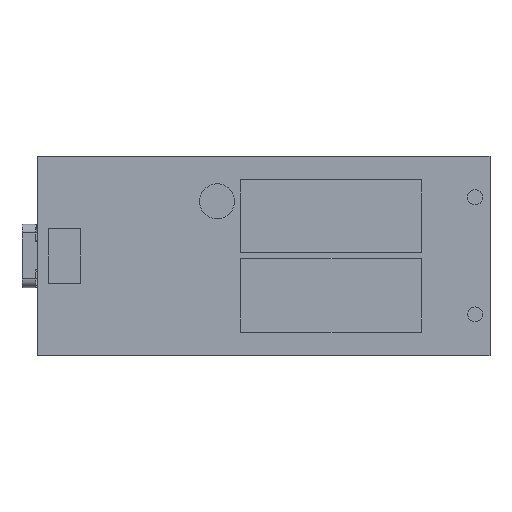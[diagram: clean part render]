
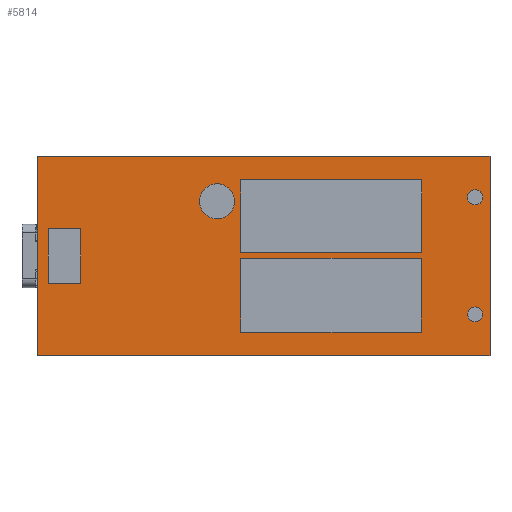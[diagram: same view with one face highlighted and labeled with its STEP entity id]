
A CAD part, front view. The second image highlights one B-rep face of the part: STEP entity #5814.
In plain terms, the highlighted planar face has unit normal (0, -1, 0).
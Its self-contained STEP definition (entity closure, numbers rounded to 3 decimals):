
#224 = ORIENTED_EDGE ( 'NONE', *, *, #1703, .F. ) ;
#634 = DIRECTION ( 'NONE',  ( 0., -1., 0. ) ) ;
#980 = DIRECTION ( 'NONE',  ( 0., 0., -1. ) ) ;
#1244 = CARTESIAN_POINT ( 'NONE',  ( 63.64, 0., -28. ) ) ;
#1300 = CARTESIAN_POINT ( 'NONE',  ( 0., 0., -28. ) ) ;
#1703 = EDGE_CURVE ( 'NONE', #11885, #9159, #7779, .T. ) ;
#2388 = CARTESIAN_POINT ( 'NONE',  ( 63.64, 0., 0. ) ) ;
#3209 = VERTEX_POINT ( 'NONE', #1300 ) ;
#3467 = FACE_OUTER_BOUND ( 'NONE', #5948, .T. ) ;
#4772 = ORIENTED_EDGE ( 'NONE', *, *, #10126, .F. ) ;
#5199 = CARTESIAN_POINT ( 'NONE',  ( 0., 0., 0. ) ) ;
#5261 = VECTOR ( 'NONE', #9464, 1000. ) ;
#5814 = ADVANCED_FACE ( 'NONE', ( #3467 ), #10077, .T. ) ;
#5874 = CARTESIAN_POINT ( 'NONE',  ( 0., 0., 0. ) ) ;
#5948 = EDGE_LOOP ( 'NONE', ( #12008, #4772, #8775, #224 ) ) ;
#5985 = LINE ( 'NONE', #10588, #5261 ) ;
#6152 = LINE ( 'NONE', #9010, #11267 ) ;
#6265 = VECTOR ( 'NONE', #980, 1000. ) ;
#6916 = DIRECTION ( 'NONE',  ( 1., 0., 0. ) ) ;
#6936 = CARTESIAN_POINT ( 'NONE',  ( 0., 0., 0. ) ) ;
#7779 = LINE ( 'NONE', #5874, #14564 ) ;
#7909 = VERTEX_POINT ( 'NONE', #1244 ) ;
#8450 = AXIS2_PLACEMENT_3D ( 'NONE', #5199, #634, #8795 ) ;
#8775 = ORIENTED_EDGE ( 'NONE', *, *, #11819, .F. ) ;
#8795 = DIRECTION ( 'NONE',  ( 0., 0., -1. ) ) ;
#9010 = CARTESIAN_POINT ( 'NONE',  ( 0., 0., -28. ) ) ;
#9159 = VERTEX_POINT ( 'NONE', #2388 ) ;
#9394 = LINE ( 'NONE', #11417, #6265 ) ;
#9464 = DIRECTION ( 'NONE',  ( 0., 0., 1. ) ) ;
#9738 = EDGE_CURVE ( 'NONE', #3209, #11885, #5985, .T. ) ;
#10077 = PLANE ( 'NONE',  #8450 ) ;
#10126 = EDGE_CURVE ( 'NONE', #7909, #3209, #6152, .T. ) ;
#10276 = DIRECTION ( 'NONE',  ( -1., 0., 0. ) ) ;
#10588 = CARTESIAN_POINT ( 'NONE',  ( 0., 0., 0. ) ) ;
#11267 = VECTOR ( 'NONE', #10276, 1000. ) ;
#11417 = CARTESIAN_POINT ( 'NONE',  ( 63.64, 0., 0. ) ) ;
#11819 = EDGE_CURVE ( 'NONE', #9159, #7909, #9394, .T. ) ;
#11885 = VERTEX_POINT ( 'NONE', #6936 ) ;
#12008 = ORIENTED_EDGE ( 'NONE', *, *, #9738, .F. ) ;
#14564 = VECTOR ( 'NONE', #6916, 1000. ) ;
